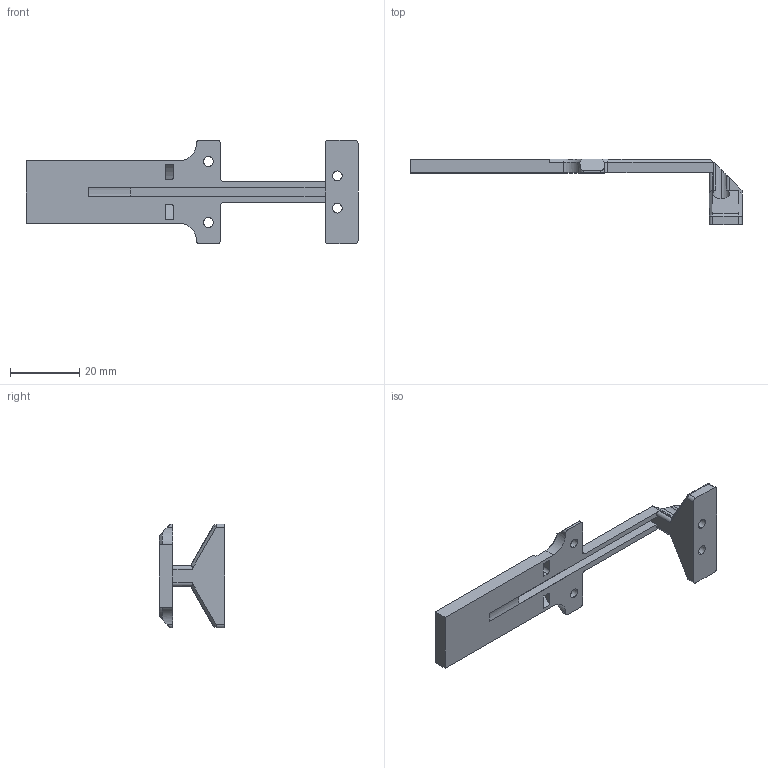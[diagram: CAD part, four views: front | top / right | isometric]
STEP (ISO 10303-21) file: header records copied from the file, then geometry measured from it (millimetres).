
FILE_DESCRIPTION (( 'STEP AP214' ), '1' );
FILE_NAME ('Pusher_Guide_Vort_V1.STEP', '2023-08-24T03:14:20', ( '' ), ( '' ), 'SwSTEP 2.0', 'SolidWorks 2023', '' );
FILE_SCHEMA (( 'AUTOMOTIVE_DESIGN' ));
Length unit declared in the file: millimetre
Products named in the file (1): Pusher_Guide_Vort_V1
Bounding box: 95.92 x 19 x 30 mm (x, y, z)
Volume: 6425.6 mm3; surface area: 5246.3 mm2
Topology: 1 solids, 1 shells, 107 faces, 286 edges, 186 vertices
Faces by surface type: plane 58, cylinder 39, cone 6, bspline 4
Entity records: 3549 total; most frequent: CARTESIAN_POINT 924, ORIENTED_EDGE 572, DIRECTION 504, EDGE_CURVE 286, VERTEX_POINT 186, LINE 172, VECTOR 172, AXIS2_PLACEMENT_3D 166
